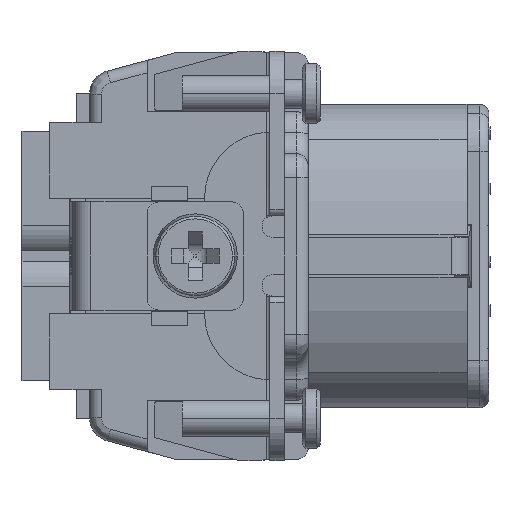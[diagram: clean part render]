
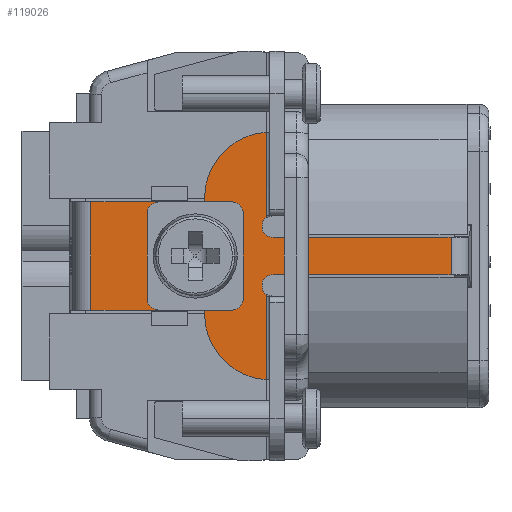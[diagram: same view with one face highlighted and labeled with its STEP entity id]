
A CAD part, left-side view. The second image highlights one B-rep face of the part: STEP entity #119026.
In plain terms, the highlighted planar face has unit normal (-1, 0, 0).
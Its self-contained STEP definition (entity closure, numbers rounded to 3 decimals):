
#32247=DIRECTION('',(0.,0.,1.));
#32248=VECTOR('',#32247,7.085);
#32249=CARTESIAN_POINT('',(-46.4,-15.8,-10.287));
#32250=LINE('',#32249,#32248);
#32390=DIRECTION('',(0.,1.,0.));
#32391=VECTOR('',#32390,14.788);
#32392=CARTESIAN_POINT('',(-46.4,-31.16,-1.55));
#32393=LINE('',#32392,#32391);
#32394=CARTESIAN_POINT('',(-46.4,-16.371,-2.475));
#32395=DIRECTION('',(-1.,0.,0.));
#32396=DIRECTION('',(0.,0.,1.));
#32397=AXIS2_PLACEMENT_3D('',#32394,#32395,#32396);
#32399=CARTESIAN_POINT('',(-46.4,-16.171,-4.8));
#32400=DIRECTION('',(1.,0.,0.));
#32401=DIRECTION('',(0.,0.067,-0.998));
#32402=AXIS2_PLACEMENT_3D('',#32399,#32400,#32401);
#32404=DIRECTION('',(0.,0.,1.));
#32405=VECTOR('',#32404,0.3);
#32406=CARTESIAN_POINT('',(-46.4,-10.671,-4.8));
#32407=LINE('',#32406,#32405);
#32408=DIRECTION('',(0.,1.,0.));
#32409=VECTOR('',#32408,1.4);
#32410=CARTESIAN_POINT('',(-46.4,-10.671,-4.5));
#32411=LINE('',#32410,#32409);
#32412=DIRECTION('',(0.,0.,-1.));
#32413=VECTOR('',#32412,0.05);
#32414=CARTESIAN_POINT('',(-46.4,-9.271,-4.5));
#32415=LINE('',#32414,#32413);
#32416=DIRECTION('',(0.,0.,1.));
#32417=VECTOR('',#32416,0.05);
#32418=CARTESIAN_POINT('',(-46.4,-6.271,-4.55));
#32419=LINE('',#32418,#32417);
#32420=DIRECTION('',(0.,1.,0.));
#32421=VECTOR('',#32420,5.05);
#32422=CARTESIAN_POINT('',(-46.4,-6.271,-4.5));
#32423=LINE('',#32422,#32421);
#32424=DIRECTION('',(0.,-1.,0.));
#32425=VECTOR('',#32424,5.05);
#32426=CARTESIAN_POINT('',(-46.4,-1.221,4.5));
#32427=LINE('',#32426,#32425);
#32428=DIRECTION('',(0.,0.,1.));
#32429=VECTOR('',#32428,0.05);
#32430=CARTESIAN_POINT('',(-46.4,-6.271,4.5));
#32431=LINE('',#32430,#32429);
#32432=DIRECTION('',(0.,0.,-1.));
#32433=VECTOR('',#32432,0.05);
#32434=CARTESIAN_POINT('',(-46.4,-9.271,4.55));
#32435=LINE('',#32434,#32433);
#32436=DIRECTION('',(0.,-1.,0.));
#32437=VECTOR('',#32436,1.4);
#32438=CARTESIAN_POINT('',(-46.4,-9.271,4.5));
#32439=LINE('',#32438,#32437);
#32440=DIRECTION('',(0.,0.,1.));
#32441=VECTOR('',#32440,0.3);
#32442=CARTESIAN_POINT('',(-46.4,-10.671,4.5));
#32443=LINE('',#32442,#32441);
#32444=CARTESIAN_POINT('',(-46.4,-16.171,4.8));
#32445=DIRECTION('',(1.,0.,0.));
#32446=DIRECTION('',(0.,1.,0.));
#32447=AXIS2_PLACEMENT_3D('',#32444,#32445,#32446);
#32449=CARTESIAN_POINT('',(-46.4,-16.371,2.475));
#32450=DIRECTION('',(-1.,0.,0.));
#32451=DIRECTION('',(0.,0.618,0.787));
#32452=AXIS2_PLACEMENT_3D('',#32449,#32450,#32451);
#32454=DIRECTION('',(0.,-1.,0.));
#32455=VECTOR('',#32454,14.788);
#32456=CARTESIAN_POINT('',(-46.4,-16.371,1.55));
#32457=LINE('',#32456,#32455);
#32458=CARTESIAN_POINT('',(-46.4,-9.9,0.));
#32459=DIRECTION('',(-1.,0.,0.));
#32460=DIRECTION('',(0.,0.,-1.));
#32461=AXIS2_PLACEMENT_3D('',#32458,#32459,#32460);
#32463=CARTESIAN_POINT('',(-46.4,-9.9,0.));
#32464=DIRECTION('',(-1.,0.,0.));
#32465=DIRECTION('',(0.,0.,1.));
#32466=AXIS2_PLACEMENT_3D('',#32463,#32464,#32465);
#32479=DIRECTION('',(0.,0.,1.));
#32480=VECTOR('',#32479,3.1);
#32481=CARTESIAN_POINT('',(-46.4,-31.16,-1.55));
#32482=LINE('',#32481,#32480);
#32577=DIRECTION('',(0.,0.,1.));
#32578=VECTOR('',#32577,7.085);
#32579=CARTESIAN_POINT('',(-46.4,-15.8,3.203));
#32580=LINE('',#32579,#32578);
#32741=DIRECTION('',(0.,1.,0.));
#32742=VECTOR('',#32741,3.);
#32743=CARTESIAN_POINT('',(-46.4,-9.271,4.55));
#32744=LINE('',#32743,#32742);
#32894=DIRECTION('',(0.,0.,-1.));
#32895=VECTOR('',#32894,9.);
#32896=CARTESIAN_POINT('',(-46.4,-1.221,4.5));
#32897=LINE('',#32896,#32895);
#33005=DIRECTION('',(0.,-1.,0.));
#33006=VECTOR('',#33005,3.);
#33007=CARTESIAN_POINT('',(-46.4,-6.271,-4.55));
#33008=LINE('',#33007,#33006);
#80456=CARTESIAN_POINT('',(-46.4,-6.271,4.55));
#80457=VERTEX_POINT('',#80456);
#80462=CARTESIAN_POINT('',(-46.4,-9.271,4.55));
#80463=VERTEX_POINT('',#80462);
#80539=CARTESIAN_POINT('',(-46.4,-31.16,-1.55));
#80540=VERTEX_POINT('',#80539);
#80541=CARTESIAN_POINT('',(-46.4,-16.371,-1.55));
#80542=VERTEX_POINT('',#80541);
#80543=CARTESIAN_POINT('',(-46.4,-15.8,-3.203));
#80544=VERTEX_POINT('',#80543);
#80553=CARTESIAN_POINT('',(-46.4,-15.8,-10.287));
#80554=VERTEX_POINT('',#80553);
#80555=CARTESIAN_POINT('',(-46.4,-10.671,-4.8));
#80556=VERTEX_POINT('',#80555);
#80557=CARTESIAN_POINT('',(-46.4,-10.671,-4.5));
#80558=VERTEX_POINT('',#80557);
#80559=CARTESIAN_POINT('',(-46.4,-9.271,-4.5));
#80560=VERTEX_POINT('',#80559);
#80561=CARTESIAN_POINT('',(-46.4,-9.271,-4.55));
#80562=VERTEX_POINT('',#80561);
#80575=CARTESIAN_POINT('',(-46.4,-6.271,-4.55));
#80577=VERTEX_POINT('',#80575);
#80581=CARTESIAN_POINT('',(-46.4,-31.16,1.55));
#80582=VERTEX_POINT('',#80581);
#80583=CARTESIAN_POINT('',(-46.4,-6.271,-4.5));
#80584=VERTEX_POINT('',#80583);
#80585=CARTESIAN_POINT('',(-46.4,-1.221,-4.5));
#80586=VERTEX_POINT('',#80585);
#80587=CARTESIAN_POINT('',(-46.4,-1.221,4.5));
#80588=VERTEX_POINT('',#80587);
#80589=CARTESIAN_POINT('',(-46.4,-6.271,4.5));
#80590=VERTEX_POINT('',#80589);
#80591=CARTESIAN_POINT('',(-46.4,-9.271,4.5));
#80592=VERTEX_POINT('',#80591);
#80593=CARTESIAN_POINT('',(-46.4,-10.671,4.5));
#80594=VERTEX_POINT('',#80593);
#80595=CARTESIAN_POINT('',(-46.4,-10.671,4.8));
#80596=VERTEX_POINT('',#80595);
#80597=CARTESIAN_POINT('',(-46.4,-15.8,10.287));
#80598=VERTEX_POINT('',#80597);
#80599=CARTESIAN_POINT('',(-46.4,-15.8,3.203));
#80600=VERTEX_POINT('',#80599);
#80601=CARTESIAN_POINT('',(-46.4,-16.371,1.55));
#80602=VERTEX_POINT('',#80601);
#80603=CARTESIAN_POINT('',(-46.4,-9.9,-2.8));
#80604=CARTESIAN_POINT('',(-46.4,-9.9,2.8));
#80605=VERTEX_POINT('',#80603);
#80606=VERTEX_POINT('',#80604);
#118973=CARTESIAN_POINT('',(-46.4,-22.171,0.));
#118974=DIRECTION('',(-1.,0.,0.));
#118975=DIRECTION('',(0.,0.,1.));
#118976=AXIS2_PLACEMENT_3D('',#118973,#118974,#118975);
#118977=PLANE('',#118976);
#118979=ORIENTED_EDGE('',*,*,#118978,.F.);
#118980=ORIENTED_EDGE('',*,*,#118915,.T.);
#118981=ORIENTED_EDGE('',*,*,#118930,.T.);
#118982=ORIENTED_EDGE('',*,*,#118691,.F.);
#118983=ORIENTED_EDGE('',*,*,#118744,.T.);
#118985=ORIENTED_EDGE('',*,*,#118984,.T.);
#118987=ORIENTED_EDGE('',*,*,#118986,.T.);
#118989=ORIENTED_EDGE('',*,*,#118988,.T.);
#118991=ORIENTED_EDGE('',*,*,#118990,.F.);
#118993=ORIENTED_EDGE('',*,*,#118992,.T.);
#118995=ORIENTED_EDGE('',*,*,#118994,.T.);
#118997=ORIENTED_EDGE('',*,*,#118996,.F.);
#118999=ORIENTED_EDGE('',*,*,#118998,.T.);
#119001=ORIENTED_EDGE('',*,*,#119000,.T.);
#119003=ORIENTED_EDGE('',*,*,#119002,.F.);
#119005=ORIENTED_EDGE('',*,*,#119004,.T.);
#119007=ORIENTED_EDGE('',*,*,#119006,.T.);
#119009=ORIENTED_EDGE('',*,*,#119008,.T.);
#119011=ORIENTED_EDGE('',*,*,#119010,.T.);
#119013=ORIENTED_EDGE('',*,*,#119012,.F.);
#119015=ORIENTED_EDGE('',*,*,#119014,.T.);
#119017=ORIENTED_EDGE('',*,*,#119016,.T.);
#119018=EDGE_LOOP('',(#118979,#118980,#118981,#118982,#118983,#118985,#118987,
#118989,#118991,#118993,#118995,#118997,#118999,#119001,#119003,#119005,#119007,
#119009,#119011,#119013,#119015,#119017));
#119019=FACE_OUTER_BOUND('',#119018,.F.);
#119021=ORIENTED_EDGE('',*,*,#119020,.T.);
#119023=ORIENTED_EDGE('',*,*,#119022,.T.);
#119024=EDGE_LOOP('',(#119021,#119023));
#119025=FACE_BOUND('',#119024,.F.);
#119026=ADVANCED_FACE('',(#119019,#119025),#118977,.T.);
#32398=CIRCLE('',#32397,0.925);
#32403=CIRCLE('',#32402,5.5);
#32448=CIRCLE('',#32447,5.5);
#32453=CIRCLE('',#32452,0.925);
#32462=CIRCLE('',#32461,2.8);
#32467=CIRCLE('',#32466,2.8);
#118691=EDGE_CURVE('',#80554,#80544,#32250,.T.);
#118744=EDGE_CURVE('',#80554,#80556,#32403,.T.);
#118915=EDGE_CURVE('',#80540,#80542,#32393,.T.);
#118930=EDGE_CURVE('',#80542,#80544,#32398,.T.);
#118978=EDGE_CURVE('',#80540,#80582,#32482,.T.);
#118984=EDGE_CURVE('',#80556,#80558,#32407,.T.);
#118986=EDGE_CURVE('',#80558,#80560,#32411,.T.);
#118988=EDGE_CURVE('',#80560,#80562,#32415,.T.);
#118990=EDGE_CURVE('',#80577,#80562,#33008,.T.);
#118992=EDGE_CURVE('',#80577,#80584,#32419,.T.);
#118994=EDGE_CURVE('',#80584,#80586,#32423,.T.);
#118996=EDGE_CURVE('',#80588,#80586,#32897,.T.);
#118998=EDGE_CURVE('',#80588,#80590,#32427,.T.);
#119000=EDGE_CURVE('',#80590,#80457,#32431,.T.);
#119002=EDGE_CURVE('',#80463,#80457,#32744,.T.);
#119004=EDGE_CURVE('',#80463,#80592,#32435,.T.);
#119006=EDGE_CURVE('',#80592,#80594,#32439,.T.);
#119008=EDGE_CURVE('',#80594,#80596,#32443,.T.);
#119010=EDGE_CURVE('',#80596,#80598,#32448,.T.);
#119012=EDGE_CURVE('',#80600,#80598,#32580,.T.);
#119014=EDGE_CURVE('',#80600,#80602,#32453,.T.);
#119016=EDGE_CURVE('',#80602,#80582,#32457,.T.);
#119020=EDGE_CURVE('',#80605,#80606,#32462,.T.);
#119022=EDGE_CURVE('',#80606,#80605,#32467,.T.);
